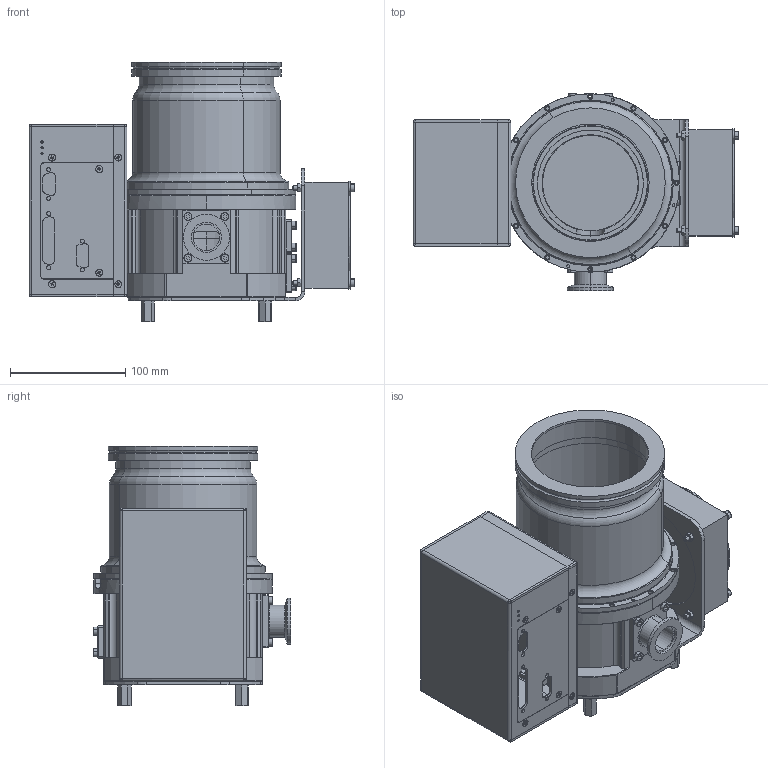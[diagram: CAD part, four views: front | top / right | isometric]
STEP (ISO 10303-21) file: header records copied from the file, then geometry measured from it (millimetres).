
FILE_DESCRIPTION (( 'STEP AP203' ), '1' );
FILE_NAME ('KTP-0240.STEP', '2025-12-02T09:43:16', ( 'ktcxf' ), ( '' ), 'SwSTEP 2.0', 'SolidWorks 2020', '' );
FILE_SCHEMA (( 'CONFIG_CONTROL_DESIGN' ));
Length unit declared in the file: millimetre
Products named in the file (44): KF25__________.STEP; YMF-28ZJP3DHA-F________.STEP; ___________V02.STEP; __________-9.STEP; ______-1.STEP; KTP-0240; KF16_____KF10____________.STEP; ________-1.STEP; ______-7.STEP; ________ M4_M4.STEP; ________________M4__50]_M4__50.STEP; ________.STEP; KF16____.STEP; __________-2.STEP; ________-6.STEP; KF25__________-0.STEP; ISO100____ (2).STEP; ________________M3__10_M3__10.STEP; _________CF100____.STEP; O____21.2__2.65_21.2__2.65.STEP; ____.STEP; __________-2-5.STEP; __________-11.STEP; O____127__5.3_128__5.3.STEP; M6X18+8 ______.STEP; __________.STEP; O____31.5__2.65_31.5__2.65.STEP; __________-8.STEP; ______.STEP; KF16_____KF10____________-1.STEP; __________-1.STEP; __________-3.STEP; ______________.STEP; FS-M3-1.STEP; O____18__2.65_18__2.65.STEP; __________-10.STEP; __________-4.STEP; SOO-M3-3____.STEP; ______________M3-4.STEP; O____112__2.65_112__2.65.STEP ...
Assembly tree (98 placements, depth 5):
  KTP-0240
    _________________.STEP
      KF25__________.STEP
        KF25__________-0.STEP
        O____31.5__2.65_31.5__2.65.STEP
        ________________M4__10_M4__12.STEP  x4
      ______.STEP
        ______-1.STEP
        ________________M4__10_M4__12.STEP  x8
        O____112__2.65_112__2.65.STEP
      __________.STEP
        __________-2.STEP
        O____21.2__2.65_21.2__2.65.STEP
        ________________M4__10_M4__12.STEP  x4
      KF16_____KF10____________.STEP
        KF16____.STEP
        ________________M4__10_M4__12.STEP  x4
        O____18__2.65_18__2.65.STEP
      KF16_____KF10____________-1.STEP
        KF16____.STEP
        ________________M4__10_M4__12.STEP  x4
        O____18__2.65_18__2.65.STEP
      __________-1.STEP
        __________-3.STEP
        ______________.STEP
        __________-4.STEP
        ________________M4__50]_M4__50.STEP  x4
        ________ M4_M4.STEP  x4
        M6X18+8 ______.STEP  x4
      ___________V02.STEP
      ________________M3__10_M3__10.STEP  x4
      YMF-28ZJP3DHA-F________.STEP
    _________CF100____.STEP
      O____127__5.3_128__5.3.STEP
      ISO100____ (2).STEP
    __________-2-5.STEP
      ________.STEP
        D010240-6002-V01-____.STEP
          ________-6.STEP
          ______-7.STEP
          __________-8.STEP
        SOO-M3-3____.STEP  x4
      ________-1.STEP
        ____.STEP
        __________-9.STEP
        FS-M3-1.STEP  x2
      ______________M3-4.STEP  x8
      __________-10.STEP
      __________-11.STEP
      FS-M3-1.STEP  x6
      ________________M4__8_M4__12.STEP  x2
Bounding box: 283 x 171.5 x 225.2 mm (x, y, z)
Volume: 1471236 mm3; surface area: 614066.5 mm2
Topology: 86 solids, 86 shells, 3824 faces, 9137 edges, 5647 vertices
Faces by surface type: plane 1626, cylinder 1281, cone 438, bspline 234, torus 201, sphere 44
Entity records: 99447 total; most frequent: CARTESIAN_POINT 33157, DIRECTION 12471, ORIENTED_EDGE 12304, EDGE_CURVE 6152, AXIS2_PLACEMENT_3D 4620, VERTEX_POINT 3898, VECTOR 3231, LINE 3231
